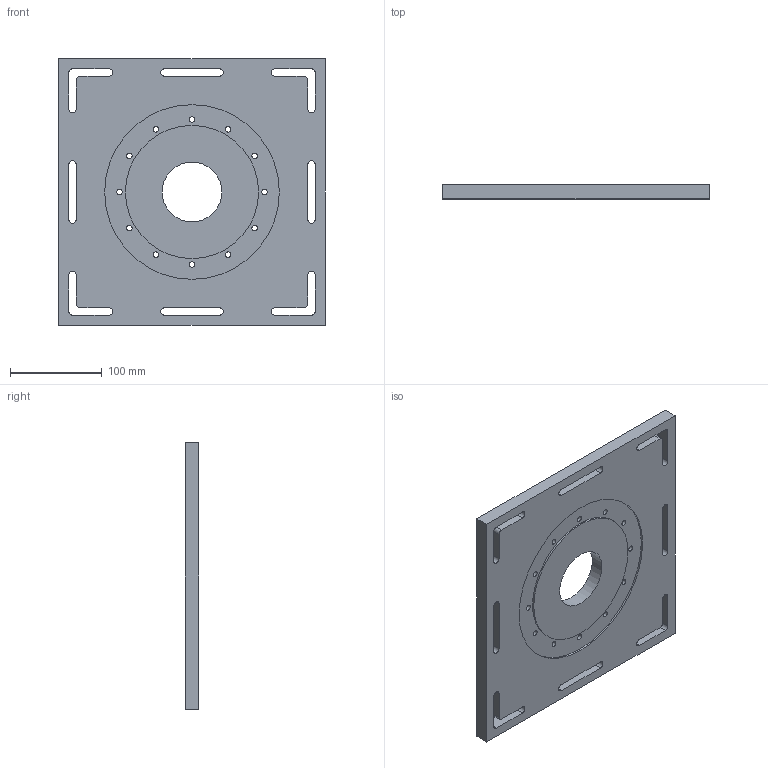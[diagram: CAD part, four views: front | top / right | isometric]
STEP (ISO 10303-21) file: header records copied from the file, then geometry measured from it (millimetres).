
FILE_DESCRIPTION(/* description */ (''),/* implementation_level */ '2;1');
FILE_NAME(/* name */ 'Top Sheet.step',/* time_stamp */ '2019-02-27T20:07:17+07:00',/* author */ (''),/* organization */ (''),/* preprocessor_version */ 'ST-DEVELOPER v17.2',/* originating_system */ 'Autodesk Translation Framework v7.6.0.251',/* authorisation */ '');
FILE_SCHEMA (('AUTOMOTIVE_DESIGN { 1 0 10303 214 3 1 1 }'));
Length unit declared in the file: millimetre
Products named in the file (1): base1
Bounding box: 290 x 15 x 290 mm (x, y, z)
Volume: 1108694.7 mm3; surface area: 196710.2 mm2
Topology: 1 solids, 1 shells, 95 faces, 249 edges, 170 vertices
Faces by surface type: cylinder 51, plane 44
Full cylindrical faces by diameter (mm): 6 x12, 8.5 x12, 65 x1, 145 x1, 190 x1
Entity records: 3127 total; most frequent: DIRECTION 555, CARTESIAN_POINT 515, ORIENTED_EDGE 498, EDGE_CURVE 249, AXIS2_PLACEMENT_3D 210, VERTEX_POINT 170, EDGE_LOOP 151, LINE 135
